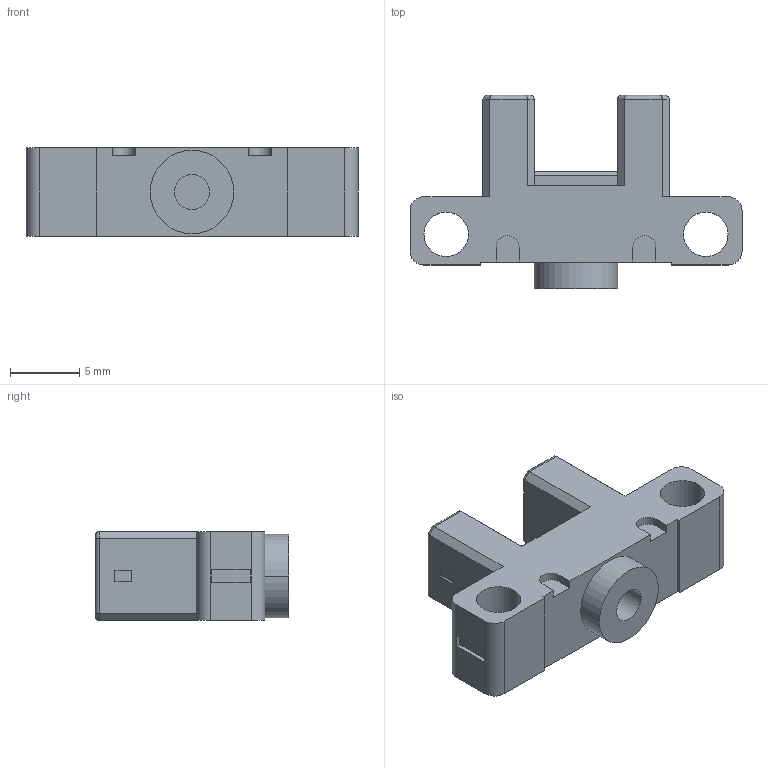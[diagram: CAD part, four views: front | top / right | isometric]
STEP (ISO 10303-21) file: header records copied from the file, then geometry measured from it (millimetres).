
FILE_DESCRIPTION(/* description */ (''),/* implementation_level */ '2;1');
FILE_NAME(/* name */ '6-J.stp',/* time_stamp */ '2021-03-05T16:58:32+08:00',/* author */ (''),/* organization */ (''),/* preprocessor_version */ 'ST-DEVELOPER v16',/* originating_system */ 'SIEMENS PLM Software NX 10.0',/* authorisation */ '');
FILE_SCHEMA (('CONFIG_CONTROL_DESIGN'));
Length unit declared in the file: millimetre
Products named in the file (1): 6-J
Bounding box: 23.9 x 13.9 x 6.4 mm (x, y, z)
Volume: 1035 mm3; surface area: 1078.4 mm2
Topology: 1 solids, 1 shells, 103 faces, 266 edges, 172 vertices
Faces by surface type: plane 73, cylinder 30
Entity records: 3188 total; most frequent: CARTESIAN_POINT 542, ORIENTED_EDGE 532, DIRECTION 518, EDGE_CURVE 266, LINE 222, VECTOR 222, VERTEX_POINT 172, AXIS2_PLACEMENT_3D 148
